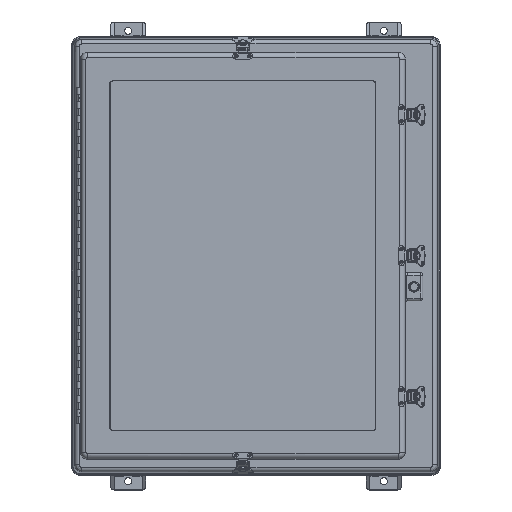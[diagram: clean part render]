
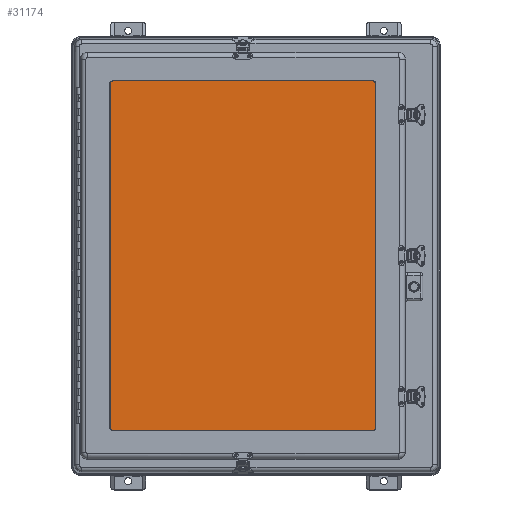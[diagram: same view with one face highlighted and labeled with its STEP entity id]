
A CAD part, top view. The second image highlights one B-rep face of the part: STEP entity #31174.
In plain terms, the highlighted planar face has unit normal (0, 0, 1).
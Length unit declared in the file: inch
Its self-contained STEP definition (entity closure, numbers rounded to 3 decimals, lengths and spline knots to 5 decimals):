
#400 = DIRECTION ( 'NONE',  ( 0., 1., 0. ) ) ;
#1037 = AXIS2_PLACEMENT_3D ( 'NONE', #74267, #26086, #34129 ) ;
#1246 = DIRECTION ( 'NONE',  ( 1., 0., 0. ) ) ;
#1432 = EDGE_CURVE ( 'NONE', #52494, #43600, #32369, .T. ) ;
#1451 = DIRECTION ( 'NONE',  ( 0., 0., -1. ) ) ;
#2698 = VERTEX_POINT ( 'NONE', #68005 ) ;
#3496 = CIRCLE ( 'NONE', #79505, 0.23 ) ;
#4125 = AXIS2_PLACEMENT_3D ( 'NONE', #54828, #6442, #87785 ) ;
#6442 = DIRECTION ( 'NONE',  ( 0., 0., -1. ) ) ;
#8415 = EDGE_CURVE ( 'NONE', #2698, #38696, #32343, .T. ) ;
#9557 = VECTOR ( 'NONE', #39900, 39.37008 ) ;
#12615 = ORIENTED_EDGE ( 'NONE', *, *, #83888, .F. ) ;
#12669 = FACE_OUTER_BOUND ( 'NONE', #15322, .T. ) ;
#15322 = EDGE_LOOP ( 'NONE', ( #21711, #12615, #51565, #19067, #52549, #40681, #30353, #53213 ) ) ;
#16709 = VERTEX_POINT ( 'NONE', #91053 ) ;
#19067 = ORIENTED_EDGE ( 'NONE', *, *, #83435, .F. ) ;
#20241 = CIRCLE ( 'NONE', #4125, 0.23 ) ;
#21711 = ORIENTED_EDGE ( 'NONE', *, *, #48616, .F. ) ;
#24845 = CARTESIAN_POINT ( 'NONE',  ( -10.18796, 12.25, 10.69187 ) ) ;
#26086 = DIRECTION ( 'NONE',  ( 0., 0., -1. ) ) ;
#27519 = EDGE_CURVE ( 'NONE', #96640, #2698, #85379, .T. ) ;
#27668 = CARTESIAN_POINT ( 'NONE',  ( 8.54204, -12.25, 10.69187 ) ) ;
#30353 = ORIENTED_EDGE ( 'NONE', *, *, #68713, .F. ) ;
#31174 = ADVANCED_FACE ( 'NONE', ( #12669 ), #32210, .T. ) ;
#32210 = PLANE ( 'NONE',  #83837 ) ;
#32343 = LINE ( 'NONE', #67186, #94506 ) ;
#32369 = CIRCLE ( 'NONE', #1037, 0.23 ) ;
#33248 = DIRECTION ( 'NONE',  ( 0., 1., 0. ) ) ;
#33520 = CARTESIAN_POINT ( 'NONE',  ( 8.54204, 12.25, 10.69187 ) ) ;
#34129 = DIRECTION ( 'NONE',  ( 0., 1., 0. ) ) ;
#38696 = VERTEX_POINT ( 'NONE', #41916 ) ;
#39900 = DIRECTION ( 'NONE',  ( 0., 1., 0. ) ) ;
#40248 = CARTESIAN_POINT ( 'NONE',  ( -10.41796, -12.25, 10.69187 ) ) ;
#40681 = ORIENTED_EDGE ( 'NONE', *, *, #27519, .F. ) ;
#41397 = CARTESIAN_POINT ( 'NONE',  ( 8.31204, -12.25, 10.69187 ) ) ;
#41916 = CARTESIAN_POINT ( 'NONE',  ( -10.18796, -12.48, 10.69187 ) ) ;
#43600 = VERTEX_POINT ( 'NONE', #33520 ) ;
#48616 = EDGE_CURVE ( 'NONE', #55611, #52494, #92282, .T. ) ;
#51565 = ORIENTED_EDGE ( 'NONE', *, *, #68547, .F. ) ;
#52494 = VERTEX_POINT ( 'NONE', #77608 ) ;
#52549 = ORIENTED_EDGE ( 'NONE', *, *, #8415, .F. ) ;
#52911 = CARTESIAN_POINT ( 'NONE',  ( -10.18796, 12.48, 10.69187 ) ) ;
#53115 = VECTOR ( 'NONE', #91932, 39.37008 ) ;
#53213 = ORIENTED_EDGE ( 'NONE', *, *, #1432, .F. ) ;
#53428 = VERTEX_POINT ( 'NONE', #86853 ) ;
#54224 = VECTOR ( 'NONE', #1246, 39.37008 ) ;
#54828 = CARTESIAN_POINT ( 'NONE',  ( -10.18796, -12.25, 10.69187 ) ) ;
#55611 = VERTEX_POINT ( 'NONE', #52911 ) ;
#57724 = CARTESIAN_POINT ( 'NONE',  ( -0.93796, 0., 10.69187 ) ) ;
#67186 = CARTESIAN_POINT ( 'NONE',  ( 8.31204, -12.48, 10.69187 ) ) ;
#67213 = CARTESIAN_POINT ( 'NONE',  ( 8.54204, 12.25, 10.69187 ) ) ;
#68005 = CARTESIAN_POINT ( 'NONE',  ( 8.31204, -12.48, 10.69187 ) ) ;
#68547 = EDGE_CURVE ( 'NONE', #16709, #53428, #100635, .T. ) ;
#68713 = EDGE_CURVE ( 'NONE', #43600, #96640, #96275, .T. ) ;
#72991 = DIRECTION ( 'NONE',  ( 0., 0., -1. ) ) ;
#74267 = CARTESIAN_POINT ( 'NONE',  ( 8.31204, 12.25, 10.69187 ) ) ;
#75116 = DIRECTION ( 'NONE',  ( 0., 0., 1. ) ) ;
#77608 = CARTESIAN_POINT ( 'NONE',  ( 8.31204, 12.48, 10.69187 ) ) ;
#79505 = AXIS2_PLACEMENT_3D ( 'NONE', #24845, #1451, #98127 ) ;
#81650 = CARTESIAN_POINT ( 'NONE',  ( -10.18796, 12.48, 10.69187 ) ) ;
#83435 = EDGE_CURVE ( 'NONE', #38696, #16709, #20241, .T. ) ;
#83837 = AXIS2_PLACEMENT_3D ( 'NONE', #57724, #75116, #33248 ) ;
#83888 = EDGE_CURVE ( 'NONE', #53428, #55611, #3496, .T. ) ;
#85379 = CIRCLE ( 'NONE', #102177, 0.23 ) ;
#86853 = CARTESIAN_POINT ( 'NONE',  ( -10.41796, 12.25, 10.69187 ) ) ;
#87785 = DIRECTION ( 'NONE',  ( 0., 1., 0. ) ) ;
#91053 = CARTESIAN_POINT ( 'NONE',  ( -10.41796, -12.25, 10.69187 ) ) ;
#91550 = DIRECTION ( 'NONE',  ( -1., 0., 0. ) ) ;
#91932 = DIRECTION ( 'NONE',  ( 0., -1., 0. ) ) ;
#92282 = LINE ( 'NONE', #81650, #54224 ) ;
#94506 = VECTOR ( 'NONE', #91550, 39.37008 ) ;
#96275 = LINE ( 'NONE', #67213, #53115 ) ;
#96640 = VERTEX_POINT ( 'NONE', #27668 ) ;
#98127 = DIRECTION ( 'NONE',  ( 0., 1., 0. ) ) ;
#100635 = LINE ( 'NONE', #40248, #9557 ) ;
#102177 = AXIS2_PLACEMENT_3D ( 'NONE', #41397, #72991, #400 ) ;
